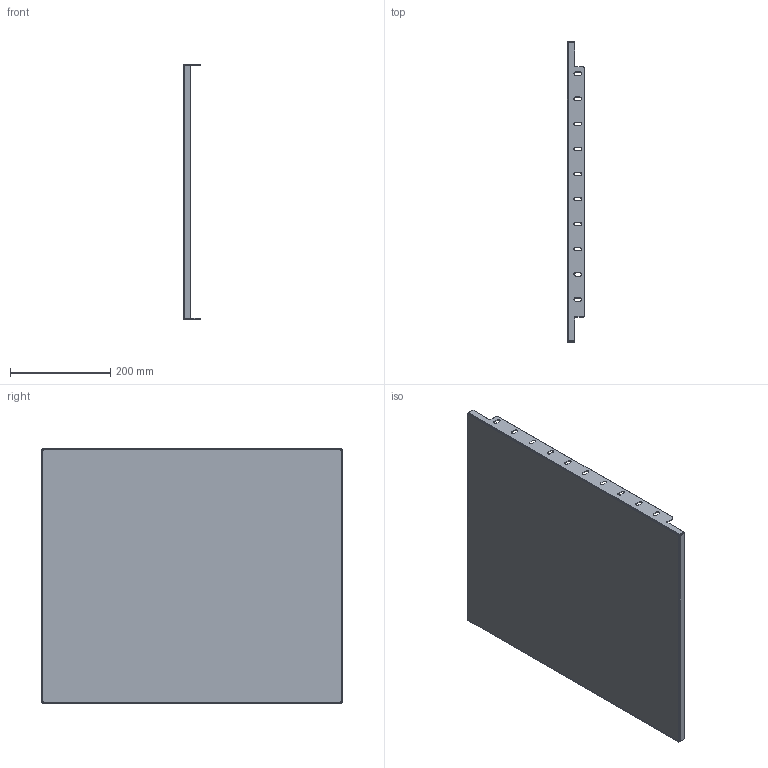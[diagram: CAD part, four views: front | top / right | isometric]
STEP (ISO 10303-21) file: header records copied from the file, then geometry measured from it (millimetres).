
FILE_DESCRIPTION (( 'STEP AP203' ), '1' );
FILE_NAME ('YKM40D-FO-VSS-060-060 ÀÃÈÅ 275.00.006-03 Ïàíåëü ðàçäåëèòåëüíàÿ áîêîâàÿ.STEP', '2020-12-10T12:02:43', ( '' ), ( '' ), 'SwSTEP 2.0', 'SolidWorks 2017', '' );
FILE_SCHEMA (( 'CONFIG_CONTROL_DESIGN' ));
Length unit declared in the file: millimetre
Products named in the file (1): YKM40D-FO-VSS-060-060  ÀÃÈÅ 275.00.006-03 Ïàíåëü ðàçäåëèòåëüíàÿ áîêîâàÿ
Bounding box: 35 x 599 x 507 mm (x, y, z)
Volume: 525533.9 mm3; surface area: 703927.6 mm2
Topology: 1 solids, 1 shells, 146 faces, 416 edges, 272 vertices
Faces by surface type: plane 94, cylinder 52
Entity records: 4893 total; most frequent: CARTESIAN_POINT 835, ORIENTED_EDGE 832, DIRECTION 814, EDGE_CURVE 416, VECTOR 312, LINE 312, VERTEX_POINT 272, AXIS2_PLACEMENT_3D 251
